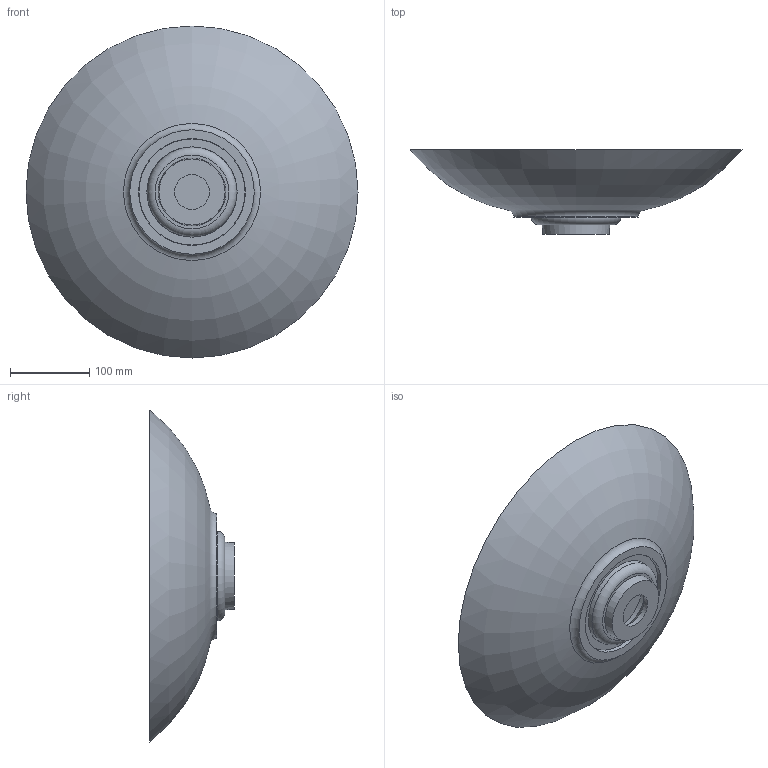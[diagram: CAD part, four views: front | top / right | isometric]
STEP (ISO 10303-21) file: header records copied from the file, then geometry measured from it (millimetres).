
FILE_DESCRIPTION (( 'STEP AP214' ), '1' );
FILE_NAME ('Mars.STEP', '2023-05-23T12:31:46', ( 'User Windows' ), ( '' ), 'SwSTEP 2.0', 'SolidWorks 2020', '' );
FILE_SCHEMA (( 'AUTOMOTIVE_DESIGN' ));
Length unit declared in the file: millimetre
Products named in the file (1): Mars
Bounding box: 420 x 107 x 420 mm (x, y, z)
Volume: 1763553.7 mm3; surface area: 349841.3 mm2
Topology: 2 solids, 2 shells, 93 faces, 206 edges, 116 vertices
Faces by surface type: bspline 34, plane 19, cylinder 16, torus 12, cone 6, sphere 6
Full cylindrical faces by diameter (mm): 86 x1
Entity records: 3724 total; most frequent: CARTESIAN_POINT 1969, ORIENTED_EDGE 362, DIRECTION 320, EDGE_CURVE 181, AXIS2_PLACEMENT_3D 145, EDGE_LOOP 112, VERTEX_POINT 109, FACE_OUTER_BOUND 101
